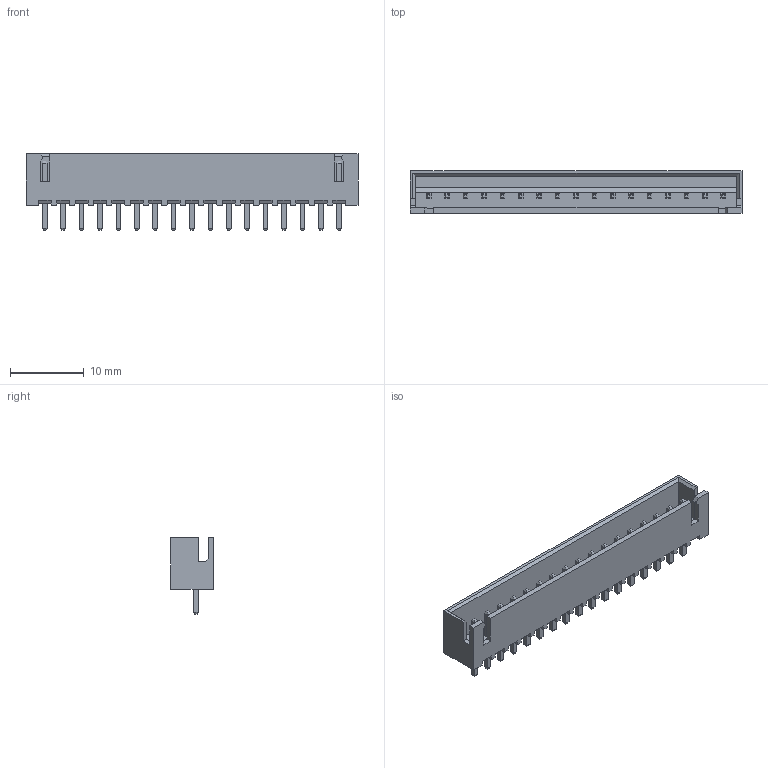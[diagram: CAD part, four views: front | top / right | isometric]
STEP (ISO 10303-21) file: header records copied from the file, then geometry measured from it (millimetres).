
FILE_DESCRIPTION(('STEP AP214'), '1');
FILE_NAME('DS1069', '2019-04-21T13:27:43', ('Nobody'), (''), 'ASCON STEP Converter 1.3', 'ASCON Math Kernel', '');
FILE_SCHEMA(('AUTOMOTIVE_DESIGN { 1 0 10303 214 3 1 1}'));
Length unit declared in the file: millimetre
Assembly tree (18 placements, depth 2):
  (unnamed)
    (unnamed)
    (unnamed)  x17
Bounding box: 45.1 x 5.75 x 10.4 mm (x, y, z)
Volume: 767.3 mm3; surface area: 2190.5 mm2
Topology: 18 solids, 18 shells, 377 faces, 885 edges, 544 vertices
Faces by surface type: plane 377
Entity records: 6647 total; most frequent: CARTESIAN_POINT 897, ORIENTED_EDGE 874, DIRECTION 781, EDGE_CURVE 437, LINE 437, VECTOR 437, VERTEX_POINT 288, AXIS2_PLACEMENT_3D 172
